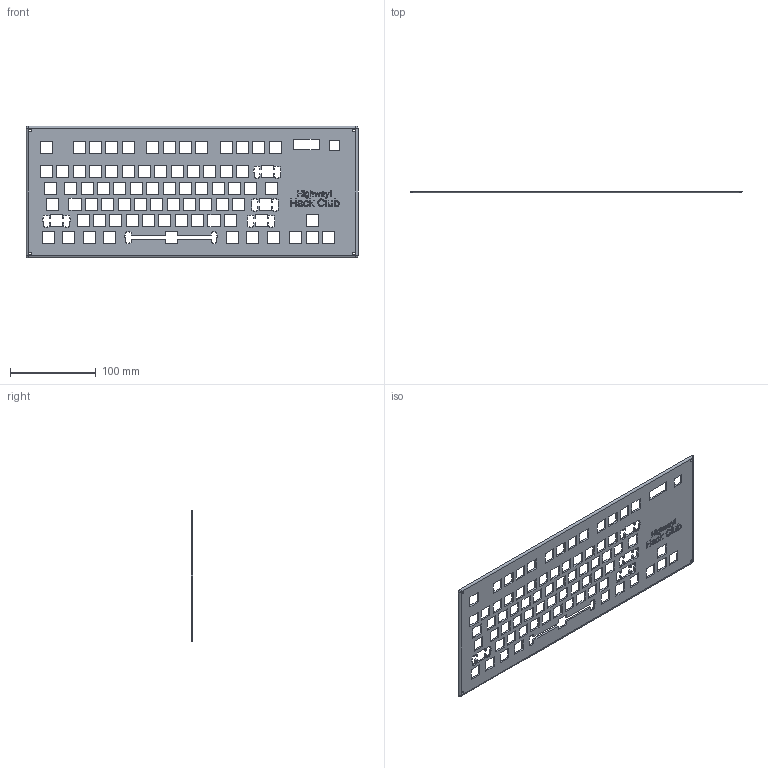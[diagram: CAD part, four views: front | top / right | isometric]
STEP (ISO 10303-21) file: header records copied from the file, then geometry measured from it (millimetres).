
FILE_DESCRIPTION(/* description */ ('STEP AP242','CAx-IF Rec.Pracs.---Representation and Presentation of Product Manufacturing Information (PMI)---4.0---2014-10-13','CAx-IF Rec.Pracs.---3D Tessellated Geometry---0.4---2014-09-14','2;1'),/* implementation_level */ '2;1');
FILE_NAME(/* name */ '68583aa5c5c3db27ade499c4',/* time_stamp */ '2025-06-22T17:17:27Z',/* author */ (''),/* organization */ (''),/* preprocessor_version */ 'ST-DEVELOPER v20',/* originating_system */ 'ONSHAPE BY PTC INC, 1.199',/* authorisation */ ' ');
FILE_SCHEMA (('AP242_MANAGED_MODEL_BASED_3D_ENGINEERING_MIM_LF { 1 0 10303 442 1 1 4 }'));
Length unit declared in the file: metre
Products named in the file (1): Part 1
Bounding box: 386.76 x 2 x 153.41 mm (x, y, z)
Volume: 82573.4 mm3; surface area: 95652.2 mm2
Topology: 1 solids, 1 shells, 907 faces, 2649 edges, 1762 vertices
Faces by surface type: plane 670, bspline 147, cylinder 86, sphere 4
Full cylindrical faces by diameter (mm): 3.4 x4
Entity records: 30451 total; most frequent: CARTESIAN_POINT 6936, ORIENTED_EDGE 5282, DIRECTION 4041, EDGE_CURVE 2641, LINE 2171, VECTOR 2171, VERTEX_POINT 1762, EDGE_LOOP 1101
